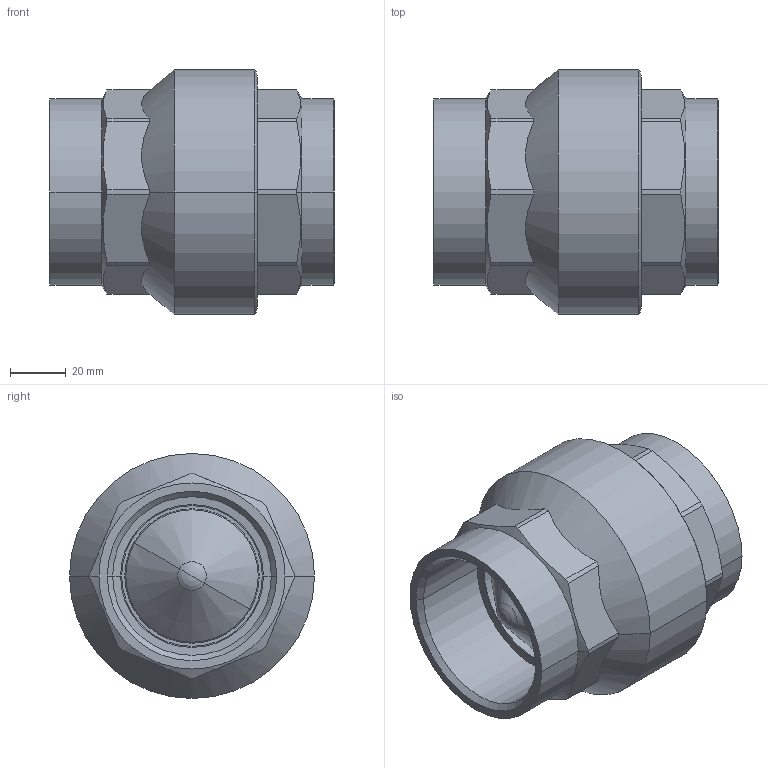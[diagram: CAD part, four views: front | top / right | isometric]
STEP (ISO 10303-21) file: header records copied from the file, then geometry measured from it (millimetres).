
FILE_DESCRIPTION(('Creo Elements/Direct Modeling STEP Export'),'2;1');
FILE_NAME('10000010.stp','2021-05-18T14:18:02',(''),(''),'Creo Elements/Direct Modeling STEP processor for AP214 (Solid Model)','Creo Elements/Direct Modeling 20.1D 10-Oct-2020 (C) Parametric Technology GmbH','');
FILE_SCHEMA(('AUTOMOTIVE_DESIGN { 1 0 10303 214 1 1 1 1 }'));
Length unit declared in the file: millimetre
Products named in the file (2): 10000010
Assembly tree (1 placements, depth 2):
  10000010
    10000010
Bounding box: 101.5 x 87.5 x 87.5 mm (x, y, z)
Volume: 298378.2 mm3; surface area: 49226 mm2
Topology: 1 solids, 1 shells, 135 faces, 354 edges, 225 vertices
Faces by surface type: cylinder 42, plane 33, cone 26, bspline 20, torus 12, sphere 2
Entity records: 11701 total; most frequent: CARTESIAN_POINT 8690, ORIENTED_EDGE 704, DIRECTION 450, EDGE_CURVE 352, VERTEX_POINT 225, AXIS2_PLACEMENT_3D 177, EDGE_LOOP 141, FACE_OUTER_BOUND 135
